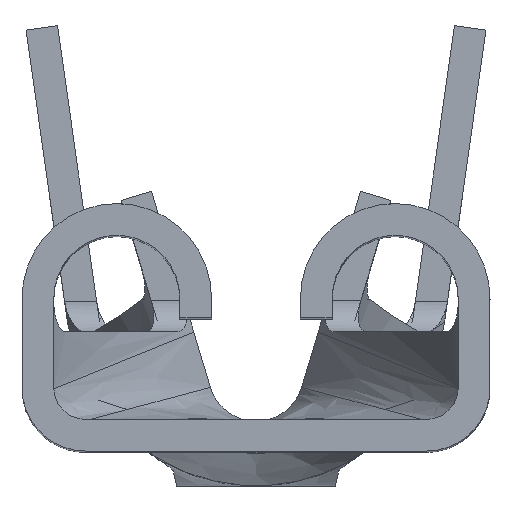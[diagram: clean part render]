
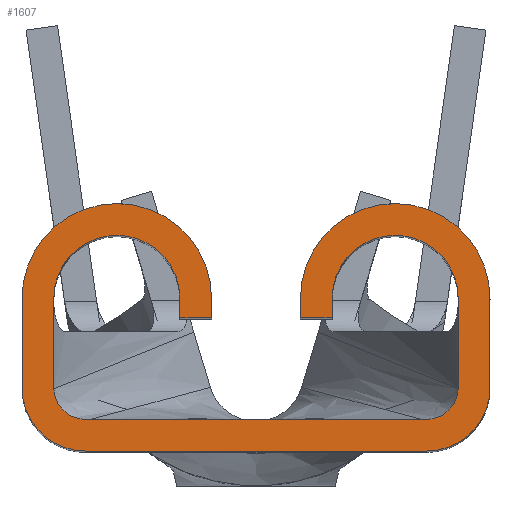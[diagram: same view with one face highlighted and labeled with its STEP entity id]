
A CAD part, top view. The second image highlights one B-rep face of the part: STEP entity #1607.
In plain terms, the highlighted planar face has unit normal (0, 0, 1).
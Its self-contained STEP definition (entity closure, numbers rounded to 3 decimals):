
#134=CARTESIAN_POINT('',(1.365,0.508,0.));
#135=DIRECTION('',(0.,0.,1.));
#136=DIRECTION('',(0.,-1.,0.));
#137=AXIS2_PLACEMENT_3D('',#134,#135,#136);
#139=DIRECTION('',(1.,0.,0.));
#140=VECTOR('',#139,2.731);
#141=CARTESIAN_POINT('',(-1.365,0.,0.));
#142=LINE('',#141,#140);
#143=CARTESIAN_POINT('',(-1.365,0.508,0.));
#144=DIRECTION('',(0.,0.,1.));
#145=DIRECTION('',(-1.,0.,0.));
#146=AXIS2_PLACEMENT_3D('',#143,#144,#145);
#148=DIRECTION('',(0.,-1.,0.));
#149=VECTOR('',#148,0.714);
#150=CARTESIAN_POINT('',(-1.873,1.222,0.));
#151=LINE('',#150,#149);
#152=CARTESIAN_POINT('',(-1.114,1.222,0.));
#153=DIRECTION('',(0.,0.,1.));
#154=DIRECTION('',(1.,0.,0.));
#155=AXIS2_PLACEMENT_3D('',#152,#153,#154);
#157=DIRECTION('',(0.,1.,0.));
#158=VECTOR('',#157,0.156);
#159=CARTESIAN_POINT('',(-0.356,1.067,0.));
#160=LINE('',#159,#158);
#161=DIRECTION('',(1.,0.,0.));
#162=VECTOR('',#161,0.254);
#163=CARTESIAN_POINT('',(-0.61,1.067,0.));
#164=LINE('',#163,#162);
#165=DIRECTION('',(0.,-1.,0.));
#166=VECTOR('',#165,0.156);
#167=CARTESIAN_POINT('',(-0.61,1.222,0.));
#168=LINE('',#167,#166);
#169=CARTESIAN_POINT('',(-1.114,1.222,0.));
#170=DIRECTION('',(0.,0.,-1.));
#171=DIRECTION('',(-1.,0.,0.));
#172=AXIS2_PLACEMENT_3D('',#169,#170,#171);
#174=DIRECTION('',(0.,1.,0.));
#175=VECTOR('',#174,0.714);
#176=CARTESIAN_POINT('',(-1.619,0.508,0.));
#177=LINE('',#176,#175);
#178=CARTESIAN_POINT('',(-1.365,0.508,0.));
#179=DIRECTION('',(0.,0.,-1.));
#180=DIRECTION('',(0.,-1.,0.));
#181=AXIS2_PLACEMENT_3D('',#178,#179,#180);
#183=DIRECTION('',(-1.,0.,0.));
#184=VECTOR('',#183,2.731);
#185=CARTESIAN_POINT('',(1.365,0.254,0.));
#186=LINE('',#185,#184);
#187=CARTESIAN_POINT('',(1.365,0.508,0.));
#188=DIRECTION('',(0.,0.,-1.));
#189=DIRECTION('',(1.,0.,0.));
#190=AXIS2_PLACEMENT_3D('',#187,#188,#189);
#192=DIRECTION('',(0.,-1.,0.));
#193=VECTOR('',#192,0.714);
#194=CARTESIAN_POINT('',(1.619,1.222,0.));
#195=LINE('',#194,#193);
#196=CARTESIAN_POINT('',(1.114,1.222,0.));
#197=DIRECTION('',(0.,0.,-1.));
#198=DIRECTION('',(-1.,0.,0.));
#199=AXIS2_PLACEMENT_3D('',#196,#197,#198);
#201=DIRECTION('',(0.,1.,0.));
#202=VECTOR('',#201,0.156);
#203=CARTESIAN_POINT('',(0.61,1.067,0.));
#204=LINE('',#203,#202);
#205=DIRECTION('',(1.,0.,0.));
#206=VECTOR('',#205,0.254);
#207=CARTESIAN_POINT('',(0.356,1.067,0.));
#208=LINE('',#207,#206);
#209=DIRECTION('',(0.,-1.,0.));
#210=VECTOR('',#209,0.156);
#211=CARTESIAN_POINT('',(0.356,1.222,0.));
#212=LINE('',#211,#210);
#213=CARTESIAN_POINT('',(1.114,1.222,0.));
#214=DIRECTION('',(0.,0.,1.));
#215=DIRECTION('',(1.,0.,0.));
#216=AXIS2_PLACEMENT_3D('',#213,#214,#215);
#218=DIRECTION('',(0.,1.,0.));
#219=VECTOR('',#218,0.714);
#220=CARTESIAN_POINT('',(1.873,0.508,0.));
#221=LINE('',#220,#219);
#1347=CARTESIAN_POINT('',(1.365,0.,0.));
#1348=CARTESIAN_POINT('',(1.873,0.508,0.));
#1349=VERTEX_POINT('',#1347);
#1350=VERTEX_POINT('',#1348);
#1351=CARTESIAN_POINT('',(1.873,1.222,0.));
#1352=VERTEX_POINT('',#1351);
#1353=CARTESIAN_POINT('',(0.356,1.222,0.));
#1354=VERTEX_POINT('',#1353);
#1355=CARTESIAN_POINT('',(0.356,1.067,0.));
#1356=VERTEX_POINT('',#1355);
#1357=CARTESIAN_POINT('',(0.61,1.067,0.));
#1358=VERTEX_POINT('',#1357);
#1359=CARTESIAN_POINT('',(0.61,1.222,0.));
#1360=VERTEX_POINT('',#1359);
#1361=CARTESIAN_POINT('',(1.619,1.222,0.));
#1362=VERTEX_POINT('',#1361);
#1363=CARTESIAN_POINT('',(1.619,0.508,0.));
#1364=VERTEX_POINT('',#1363);
#1365=CARTESIAN_POINT('',(1.365,0.254,0.));
#1366=VERTEX_POINT('',#1365);
#1367=CARTESIAN_POINT('',(-1.365,0.254,0.));
#1368=VERTEX_POINT('',#1367);
#1369=CARTESIAN_POINT('',(-1.619,0.508,0.));
#1370=VERTEX_POINT('',#1369);
#1371=CARTESIAN_POINT('',(-1.619,1.222,0.));
#1372=VERTEX_POINT('',#1371);
#1373=CARTESIAN_POINT('',(-0.61,1.222,0.));
#1374=VERTEX_POINT('',#1373);
#1375=CARTESIAN_POINT('',(-0.61,1.067,0.));
#1376=VERTEX_POINT('',#1375);
#1377=CARTESIAN_POINT('',(-0.356,1.067,0.));
#1378=VERTEX_POINT('',#1377);
#1379=CARTESIAN_POINT('',(-0.356,1.222,0.));
#1380=VERTEX_POINT('',#1379);
#1381=CARTESIAN_POINT('',(-1.873,1.222,0.));
#1382=VERTEX_POINT('',#1381);
#1383=CARTESIAN_POINT('',(-1.873,0.508,0.));
#1384=VERTEX_POINT('',#1383);
#1385=CARTESIAN_POINT('',(-1.365,0.,0.));
#1386=VERTEX_POINT('',#1385);
#1560=CARTESIAN_POINT('',(0.,0.,0.));
#1561=DIRECTION('',(0.,0.,1.));
#1562=DIRECTION('',(1.,0.,0.));
#1563=AXIS2_PLACEMENT_3D('',#1560,#1561,#1562);
#1564=PLANE('',#1563);
#1566=ORIENTED_EDGE('',*,*,#1565,.F.);
#1568=ORIENTED_EDGE('',*,*,#1567,.F.);
#1570=ORIENTED_EDGE('',*,*,#1569,.F.);
#1572=ORIENTED_EDGE('',*,*,#1571,.F.);
#1574=ORIENTED_EDGE('',*,*,#1573,.F.);
#1576=ORIENTED_EDGE('',*,*,#1575,.F.);
#1578=ORIENTED_EDGE('',*,*,#1577,.F.);
#1580=ORIENTED_EDGE('',*,*,#1579,.F.);
#1582=ORIENTED_EDGE('',*,*,#1581,.F.);
#1584=ORIENTED_EDGE('',*,*,#1583,.F.);
#1586=ORIENTED_EDGE('',*,*,#1585,.F.);
#1588=ORIENTED_EDGE('',*,*,#1587,.F.);
#1590=ORIENTED_EDGE('',*,*,#1589,.F.);
#1592=ORIENTED_EDGE('',*,*,#1591,.F.);
#1594=ORIENTED_EDGE('',*,*,#1593,.F.);
#1596=ORIENTED_EDGE('',*,*,#1595,.F.);
#1598=ORIENTED_EDGE('',*,*,#1597,.F.);
#1600=ORIENTED_EDGE('',*,*,#1599,.F.);
#1602=ORIENTED_EDGE('',*,*,#1601,.F.);
#1604=ORIENTED_EDGE('',*,*,#1603,.F.);
#1605=EDGE_LOOP('',(#1566,#1568,#1570,#1572,#1574,#1576,#1578,#1580,#1582,#1584,
#1586,#1588,#1590,#1592,#1594,#1596,#1598,#1600,#1602,#1604));
#1606=FACE_OUTER_BOUND('',#1605,.F.);
#138=CIRCLE('',#137,0.508);
#147=CIRCLE('',#146,0.508);
#156=CIRCLE('',#155,0.759);
#173=CIRCLE('',#172,0.505);
#182=CIRCLE('',#181,0.254);
#191=CIRCLE('',#190,0.254);
#200=CIRCLE('',#199,0.505);
#217=CIRCLE('',#216,0.759);
#1565=EDGE_CURVE('',#1349,#1350,#138,.T.);
#1567=EDGE_CURVE('',#1386,#1349,#142,.T.);
#1569=EDGE_CURVE('',#1384,#1386,#147,.T.);
#1571=EDGE_CURVE('',#1382,#1384,#151,.T.);
#1573=EDGE_CURVE('',#1380,#1382,#156,.T.);
#1575=EDGE_CURVE('',#1378,#1380,#160,.T.);
#1577=EDGE_CURVE('',#1376,#1378,#164,.T.);
#1579=EDGE_CURVE('',#1374,#1376,#168,.T.);
#1581=EDGE_CURVE('',#1372,#1374,#173,.T.);
#1583=EDGE_CURVE('',#1370,#1372,#177,.T.);
#1585=EDGE_CURVE('',#1368,#1370,#182,.T.);
#1587=EDGE_CURVE('',#1366,#1368,#186,.T.);
#1589=EDGE_CURVE('',#1364,#1366,#191,.T.);
#1591=EDGE_CURVE('',#1362,#1364,#195,.T.);
#1593=EDGE_CURVE('',#1360,#1362,#200,.T.);
#1595=EDGE_CURVE('',#1358,#1360,#204,.T.);
#1597=EDGE_CURVE('',#1356,#1358,#208,.T.);
#1599=EDGE_CURVE('',#1354,#1356,#212,.T.);
#1601=EDGE_CURVE('',#1352,#1354,#217,.T.);
#1603=EDGE_CURVE('',#1350,#1352,#221,.T.);
#1607=ADVANCED_FACE('',(#1606),#1564,.T.);
